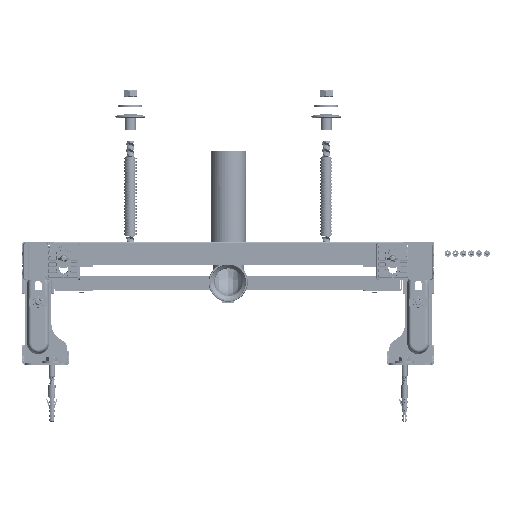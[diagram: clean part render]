
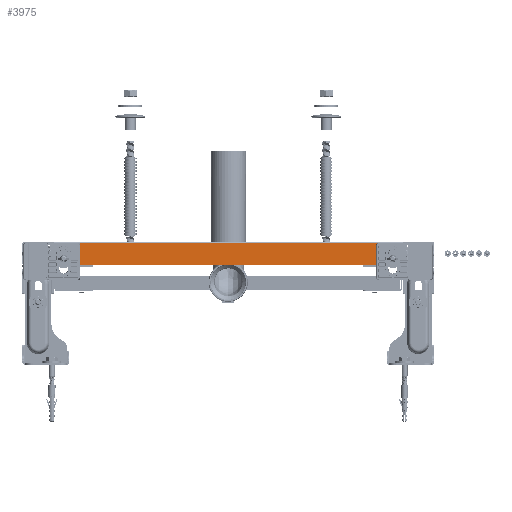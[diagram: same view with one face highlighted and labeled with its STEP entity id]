
A CAD part, front view. The second image highlights one B-rep face of the part: STEP entity #3975.
In plain terms, the highlighted planar face has unit normal (0, -1, 0).
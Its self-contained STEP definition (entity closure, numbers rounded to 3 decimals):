
#3800=DIRECTION('',(0.,0.,1.));
#3801=VECTOR('',#3800,28.);
#3802=CARTESIAN_POINT('',(-222.5,-450.,-15.));
#3803=LINE('',#3802,#3801);
#3804=DIRECTION('',(1.,0.,0.));
#3805=VECTOR('',#3804,445.);
#3806=CARTESIAN_POINT('',(-222.5,-450.,13.));
#3807=LINE('',#3806,#3805);
#3808=DIRECTION('',(0.,0.,-1.));
#3809=VECTOR('',#3808,28.);
#3810=CARTESIAN_POINT('',(222.5,-450.,13.));
#3811=LINE('',#3810,#3809);
#3816=DIRECTION('',(1.,0.,0.));
#3817=VECTOR('',#3816,445.);
#3818=CARTESIAN_POINT('',(-222.5,-450.,-15.));
#3819=LINE('',#3818,#3817);
#3844=CARTESIAN_POINT('',(-222.5,-450.,13.));
#3845=VERTEX_POINT('',#3844);
#3846=CARTESIAN_POINT('',(-222.5,-450.,-15.));
#3847=VERTEX_POINT('',#3846);
#3860=CARTESIAN_POINT('',(222.5,-450.,13.));
#3861=VERTEX_POINT('',#3860);
#3862=CARTESIAN_POINT('',(222.5,-450.,-15.));
#3863=VERTEX_POINT('',#3862);
#3961=CARTESIAN_POINT('',(-222.5,-450.,13.));
#3962=DIRECTION('',(0.,-1.,0.));
#3963=DIRECTION('',(0.,0.,-1.));
#3964=AXIS2_PLACEMENT_3D('',#3961,#3962,#3963);
#3965=PLANE('',#3964);
#3967=ORIENTED_EDGE('',*,*,#3966,.T.);
#3968=ORIENTED_EDGE('',*,*,#3949,.T.);
#3970=ORIENTED_EDGE('',*,*,#3969,.T.);
#3972=ORIENTED_EDGE('',*,*,#3971,.F.);
#3973=EDGE_LOOP('',(#3967,#3968,#3970,#3972));
#3974=FACE_OUTER_BOUND('',#3973,.F.);
#3975=ADVANCED_FACE('',(#3974),#3965,.T.);
#3949=EDGE_CURVE('',#3845,#3861,#3807,.T.);
#3966=EDGE_CURVE('',#3847,#3845,#3803,.T.);
#3969=EDGE_CURVE('',#3861,#3863,#3811,.T.);
#3971=EDGE_CURVE('',#3847,#3863,#3819,.T.);
